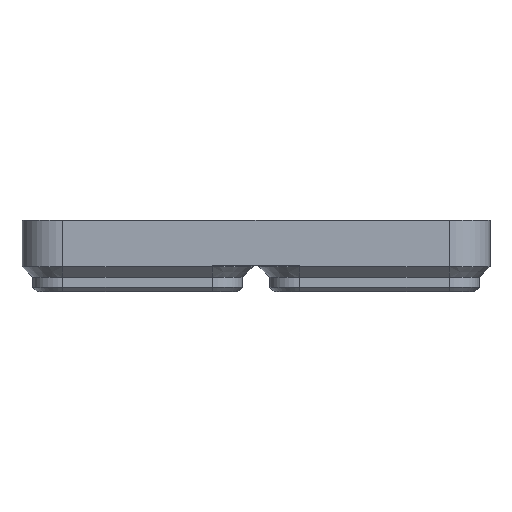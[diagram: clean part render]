
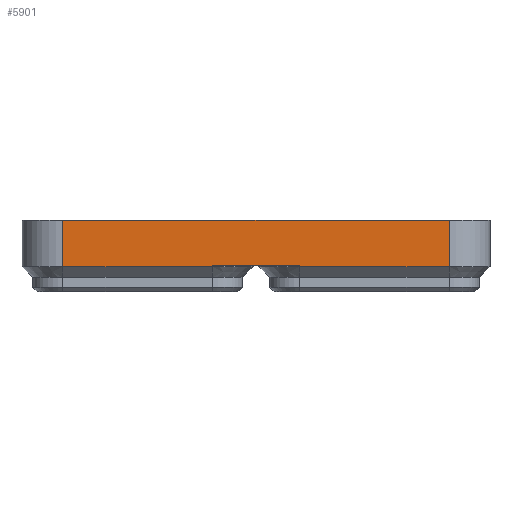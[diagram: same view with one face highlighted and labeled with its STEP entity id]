
A CAD part, front view. The second image highlights one B-rep face of the part: STEP entity #5901.
In plain terms, the highlighted planar face has unit normal (0, -1, 0).
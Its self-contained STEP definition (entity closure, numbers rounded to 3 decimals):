
#660=ORIENTED_EDGE('',*,*,#2442,.T.);
#661=ORIENTED_EDGE('',*,*,#2443,.T.);
#662=ORIENTED_EDGE('',*,*,#2439,.F.);
#663=ORIENTED_EDGE('',*,*,#2444,.T.);
#664=ORIENTED_EDGE('',*,*,#2445,.T.);
#665=ORIENTED_EDGE('',*,*,#2373,.F.);
#666=ORIENTED_EDGE('',*,*,#2446,.F.);
#667=ORIENTED_EDGE('',*,*,#2447,.T.);
#2373=EDGE_CURVE('',#3269,#3270,#3774,.T.);
#2439=EDGE_CURVE('',#3326,#3327,#3819,.T.);
#2442=EDGE_CURVE('',#3328,#3329,#3820,.T.);
#2443=EDGE_CURVE('',#3329,#3327,#3821,.T.);
#2444=EDGE_CURVE('',#3326,#3330,#3822,.T.);
#2445=EDGE_CURVE('',#3330,#3270,#3823,.T.);
#2446=EDGE_CURVE('',#3331,#3269,#3824,.T.);
#2447=EDGE_CURVE('',#3331,#3328,#3825,.T.);
#3269=VERTEX_POINT('',#9040);
#3270=VERTEX_POINT('',#9042);
#3326=VERTEX_POINT('',#9171);
#3327=VERTEX_POINT('',#9172);
#3328=VERTEX_POINT('',#9177);
#3329=VERTEX_POINT('',#9178);
#3330=VERTEX_POINT('',#9181);
#3331=VERTEX_POINT('',#9184);
#3774=LINE('',#9041,#4342);
#3819=LINE('',#9170,#4387);
#3820=LINE('',#9176,#4388);
#3821=LINE('',#9179,#4389);
#3822=LINE('',#9180,#4390);
#3823=LINE('',#9182,#4391);
#3824=LINE('',#9183,#4392);
#3825=LINE('',#9185,#4393);
#4342=VECTOR('',#7059,1000.);
#4387=VECTOR('',#7160,1000.);
#4388=VECTOR('',#7167,1000.);
#4389=VECTOR('',#7168,1000.);
#4390=VECTOR('',#7169,1000.);
#4391=VECTOR('',#7170,1000.);
#4392=VECTOR('',#7171,1000.);
#4393=VECTOR('',#7172,1000.);
#4890=EDGE_LOOP('',(#660,#661,#662,#663,#664,#665,#666,#667));
#5304=FACE_BOUND('',#4890,.T.);
#5714=PLANE('',#6332);
#5901=ADVANCED_FACE('',(#5304),#5714,.F.);
#6332=AXIS2_PLACEMENT_3D('',#9175,#7165,#7166);
#7059=DIRECTION('',(-1.,0.,0.));
#7160=DIRECTION('',(0.,0.,1.));
#7165=DIRECTION('',(0.,1.,0.));
#7166=DIRECTION('',(-1.,0.,0.));
#7167=DIRECTION('',(0.,0.,1.));
#7168=DIRECTION('',(-1.,0.,0.));
#7169=DIRECTION('',(1.,0.,0.));
#7170=DIRECTION('',(0.,0.,1.));
#7171=DIRECTION('',(0.,0.,1.));
#7172=DIRECTION('',(1.,0.,0.));
#9040=CARTESIAN_POINT('',(7.75,-62.5,-1.));
#9041=CARTESIAN_POINT('',(0.,-62.5,-1.));
#9042=CARTESIAN_POINT('',(-7.75,-62.5,-1.));
#9170=CARTESIAN_POINT('',(-34.25,-62.5,-1.));
#9171=CARTESIAN_POINT('',(-34.25,-62.5,-1.25));
#9172=CARTESIAN_POINT('',(-34.25,-62.5,7.));
#9175=CARTESIAN_POINT('',(0.,-62.5,-1.));
#9176=CARTESIAN_POINT('',(34.25,-62.5,-1.));
#9177=CARTESIAN_POINT('',(34.25,-62.5,-1.25));
#9178=CARTESIAN_POINT('',(34.25,-62.5,7.));
#9179=CARTESIAN_POINT('',(0.,-62.5,7.));
#9180=CARTESIAN_POINT('',(-7.75,-62.5,-1.25));
#9181=CARTESIAN_POINT('',(-7.75,-62.5,-1.25));
#9182=CARTESIAN_POINT('',(-7.75,-62.5,-3.15));
#9183=CARTESIAN_POINT('',(7.75,-62.5,-3.15));
#9184=CARTESIAN_POINT('',(7.75,-62.5,-1.25));
#9185=CARTESIAN_POINT('',(34.25,-62.5,-1.25));
